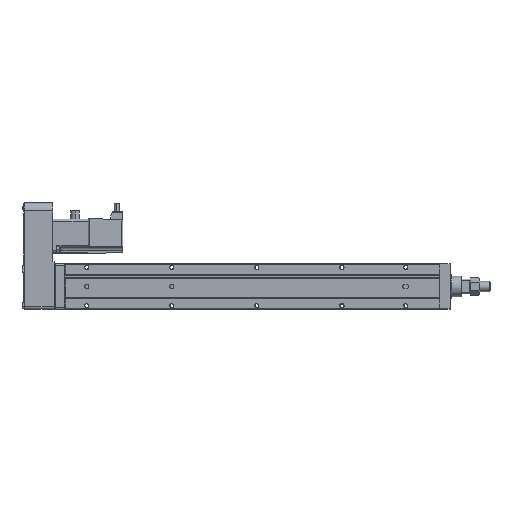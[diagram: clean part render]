
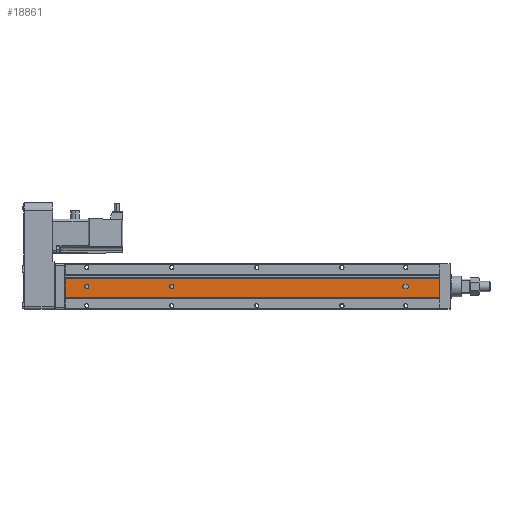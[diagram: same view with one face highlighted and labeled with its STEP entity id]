
A CAD part, front view. The second image highlights one B-rep face of the part: STEP entity #18861.
In plain terms, the highlighted planar face has unit normal (0, -1, 0).
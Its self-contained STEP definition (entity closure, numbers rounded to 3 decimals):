
#214 = VERTEX_POINT ( 'NONE', #11506 ) ;
#353 = EDGE_CURVE ( 'NONE', #11823, #10505, #1563, .T. ) ;
#789 = ORIENTED_EDGE ( 'NONE', *, *, #8940, .T. ) ;
#1073 = ORIENTED_EDGE ( 'NONE', *, *, #14394, .F. ) ;
#1199 = CARTESIAN_POINT ( 'NONE',  ( 401., 1., -2.5 ) ) ;
#1563 = LINE ( 'NONE', #1706, #11194 ) ;
#1609 = CIRCLE ( 'NONE', #23084, 2.5 ) ;
#1706 = CARTESIAN_POINT ( 'NONE',  ( 440., 1., -13. ) ) ;
#1710 = CARTESIAN_POINT ( 'NONE',  ( 125., 1., 0. ) ) ;
#2120 = EDGE_CURVE ( 'NONE', #21096, #17484, #1609, .T. ) ;
#2129 = DIRECTION ( 'NONE',  ( -1., 0., 0. ) ) ;
#2543 = CARTESIAN_POINT ( 'NONE',  ( 0., 1., 9.286 ) ) ;
#2957 = CARTESIAN_POINT ( 'NONE',  ( 25., 1., 2.5 ) ) ;
#3010 = VERTEX_POINT ( 'NONE', #13036 ) ;
#3085 = CARTESIAN_POINT ( 'NONE',  ( 440., 1., 9.286 ) ) ;
#3088 = VECTOR ( 'NONE', #4734, 1000. ) ;
#3109 = FACE_BOUND ( 'NONE', #18053, .T. ) ;
#3156 = CIRCLE ( 'NONE', #17036, 2.5 ) ;
#3258 = EDGE_CURVE ( 'NONE', #16855, #12235, #3156, .T. ) ;
#3636 = CIRCLE ( 'NONE', #5336, 2.5 ) ;
#4053 = CARTESIAN_POINT ( 'NONE',  ( 440., 1., 2.5 ) ) ;
#4238 = EDGE_CURVE ( 'NONE', #12235, #21331, #15244, .T. ) ;
#4270 = ORIENTED_EDGE ( 'NONE', *, *, #20940, .F. ) ;
#4592 = FACE_BOUND ( 'NONE', #20398, .T. ) ;
#4734 = DIRECTION ( 'NONE',  ( 1., 0., 0. ) ) ;
#4820 = AXIS2_PLACEMENT_3D ( 'NONE', #11147, #10626, #15111 ) ;
#5013 = EDGE_CURVE ( 'NONE', #21331, #14096, #24093, .T. ) ;
#5140 = DIRECTION ( 'NONE',  ( 0., -1., 0. ) ) ;
#5336 = AXIS2_PLACEMENT_3D ( 'NONE', #1710, #5911, #18140 ) ;
#5911 = DIRECTION ( 'NONE',  ( 0., -1., 0. ) ) ;
#6000 = DIRECTION ( 'NONE',  ( 0., -1., 0. ) ) ;
#6702 = CARTESIAN_POINT ( 'NONE',  ( 440., 1., -2.5 ) ) ;
#6760 = DIRECTION ( 'NONE',  ( 0., 0., 1. ) ) ;
#7835 = VECTOR ( 'NONE', #23191, 1000. ) ;
#8195 = CARTESIAN_POINT ( 'NONE',  ( 440., 1., 9.286 ) ) ;
#8745 = DIRECTION ( 'NONE',  ( 0., -1., 0. ) ) ;
#8932 = ORIENTED_EDGE ( 'NONE', *, *, #4238, .F. ) ;
#8940 = EDGE_CURVE ( 'NONE', #17807, #10505, #21486, .T. ) ;
#10130 = DIRECTION ( 'NONE',  ( -1., 0., 0. ) ) ;
#10212 = EDGE_LOOP ( 'NONE', ( #789, #25239, #1073, #16627 ) ) ;
#10417 = LINE ( 'NONE', #8195, #20516 ) ;
#10505 = VERTEX_POINT ( 'NONE', #22902 ) ;
#10626 = DIRECTION ( 'NONE',  ( 0., 1., 0. ) ) ;
#10751 = FACE_BOUND ( 'NONE', #13529, .T. ) ;
#11124 = DIRECTION ( 'NONE',  ( 0., 0., -1. ) ) ;
#11144 = EDGE_CURVE ( 'NONE', #14096, #16855, #20972, .T. ) ;
#11147 = CARTESIAN_POINT ( 'NONE',  ( 440., 1., 9.286 ) ) ;
#11194 = VECTOR ( 'NONE', #19855, 1000. ) ;
#11506 = CARTESIAN_POINT ( 'NONE',  ( 125., 1., 2.5 ) ) ;
#11823 = VERTEX_POINT ( 'NONE', #22315 ) ;
#12049 = DIRECTION ( 'NONE',  ( 0., 0., 1. ) ) ;
#12235 = VERTEX_POINT ( 'NONE', #17705 ) ;
#12984 = VECTOR ( 'NONE', #10130, 1000. ) ;
#13036 = CARTESIAN_POINT ( 'NONE',  ( 440., 1., 9.286 ) ) ;
#13079 = CARTESIAN_POINT ( 'NONE',  ( 25., 1., 0. ) ) ;
#13161 = DIRECTION ( 'NONE',  ( 0., 0., 1. ) ) ;
#13310 = CARTESIAN_POINT ( 'NONE',  ( 399., 1., 2.5 ) ) ;
#13529 = EDGE_LOOP ( 'NONE', ( #20843, #24048 ) ) ;
#13824 = EDGE_CURVE ( 'NONE', #3010, #17807, #10417, .T. ) ;
#14096 = VERTEX_POINT ( 'NONE', #23776 ) ;
#14189 = DIRECTION ( 'NONE',  ( 0., 0., 1. ) ) ;
#14394 = EDGE_CURVE ( 'NONE', #3010, #11823, #19018, .T. ) ;
#14963 = PLANE ( 'NONE',  #4820 ) ;
#15111 = DIRECTION ( 'NONE',  ( 1., 0., 0. ) ) ;
#15244 = LINE ( 'NONE', #6702, #3088 ) ;
#15655 = EDGE_CURVE ( 'NONE', #214, #24987, #17926, .T. ) ;
#15659 = EDGE_CURVE ( 'NONE', #24987, #214, #3636, .T. ) ;
#15952 = CARTESIAN_POINT ( 'NONE',  ( 25., 1., -2.5 ) ) ;
#16260 = CARTESIAN_POINT ( 'NONE',  ( 25., 1., 0. ) ) ;
#16627 = ORIENTED_EDGE ( 'NONE', *, *, #13824, .T. ) ;
#16635 = CARTESIAN_POINT ( 'NONE',  ( 401., 1., 0. ) ) ;
#16855 = VERTEX_POINT ( 'NONE', #13310 ) ;
#17036 = AXIS2_PLACEMENT_3D ( 'NONE', #23150, #5140, #13161 ) ;
#17484 = VERTEX_POINT ( 'NONE', #2957 ) ;
#17705 = CARTESIAN_POINT ( 'NONE',  ( 399., 1., -2.5 ) ) ;
#17749 = DIRECTION ( 'NONE',  ( 0., -1., 0. ) ) ;
#17807 = VERTEX_POINT ( 'NONE', #2543 ) ;
#17875 = CARTESIAN_POINT ( 'NONE',  ( 125., 1., 0. ) ) ;
#17926 = CIRCLE ( 'NONE', #20846, 2.5 ) ;
#17930 = ORIENTED_EDGE ( 'NONE', *, *, #3258, .F. ) ;
#18053 = EDGE_LOOP ( 'NONE', ( #24815, #4270 ) ) ;
#18140 = DIRECTION ( 'NONE',  ( 0., 0., 1. ) ) ;
#18861 = ADVANCED_FACE ( 'NONE', ( #22591, #4592, #3109, #10751 ), #14963, .F. ) ;
#19018 = LINE ( 'NONE', #3085, #23925 ) ;
#19256 = DIRECTION ( 'NONE',  ( 0., -1., 0. ) ) ;
#19855 = DIRECTION ( 'NONE',  ( -1., 0., 0. ) ) ;
#20398 = EDGE_LOOP ( 'NONE', ( #8932, #17930, #25559, #22519 ) ) ;
#20439 = CIRCLE ( 'NONE', #25042, 2.5 ) ;
#20516 = VECTOR ( 'NONE', #2129, 1000. ) ;
#20843 = ORIENTED_EDGE ( 'NONE', *, *, #15659, .F. ) ;
#20846 = AXIS2_PLACEMENT_3D ( 'NONE', #17875, #17749, #14189 ) ;
#20940 = EDGE_CURVE ( 'NONE', #17484, #21096, #20439, .T. ) ;
#20957 = CARTESIAN_POINT ( 'NONE',  ( 0., 1., 9.286 ) ) ;
#20972 = LINE ( 'NONE', #4053, #12984 ) ;
#21096 = VERTEX_POINT ( 'NONE', #15952 ) ;
#21331 = VERTEX_POINT ( 'NONE', #1199 ) ;
#21486 = LINE ( 'NONE', #20957, #7835 ) ;
#22315 = CARTESIAN_POINT ( 'NONE',  ( 440., 1., -13. ) ) ;
#22519 = ORIENTED_EDGE ( 'NONE', *, *, #5013, .F. ) ;
#22591 = FACE_OUTER_BOUND ( 'NONE', #10212, .T. ) ;
#22902 = CARTESIAN_POINT ( 'NONE',  ( 0., 1., -13. ) ) ;
#23084 = AXIS2_PLACEMENT_3D ( 'NONE', #16260, #6000, #12049 ) ;
#23150 = CARTESIAN_POINT ( 'NONE',  ( 399., 1., 0. ) ) ;
#23171 = CARTESIAN_POINT ( 'NONE',  ( 125., 1., -2.5 ) ) ;
#23191 = DIRECTION ( 'NONE',  ( 0., 0., -1. ) ) ;
#23776 = CARTESIAN_POINT ( 'NONE',  ( 401., 1., 2.5 ) ) ;
#23925 = VECTOR ( 'NONE', #11124, 1000. ) ;
#24048 = ORIENTED_EDGE ( 'NONE', *, *, #15655, .F. ) ;
#24093 = CIRCLE ( 'NONE', #25332, 2.5 ) ;
#24815 = ORIENTED_EDGE ( 'NONE', *, *, #2120, .F. ) ;
#24987 = VERTEX_POINT ( 'NONE', #23171 ) ;
#25015 = DIRECTION ( 'NONE',  ( 0., 0., 1. ) ) ;
#25042 = AXIS2_PLACEMENT_3D ( 'NONE', #13079, #19256, #25015 ) ;
#25239 = ORIENTED_EDGE ( 'NONE', *, *, #353, .F. ) ;
#25332 = AXIS2_PLACEMENT_3D ( 'NONE', #16635, #8745, #6760 ) ;
#25559 = ORIENTED_EDGE ( 'NONE', *, *, #11144, .F. ) ;
